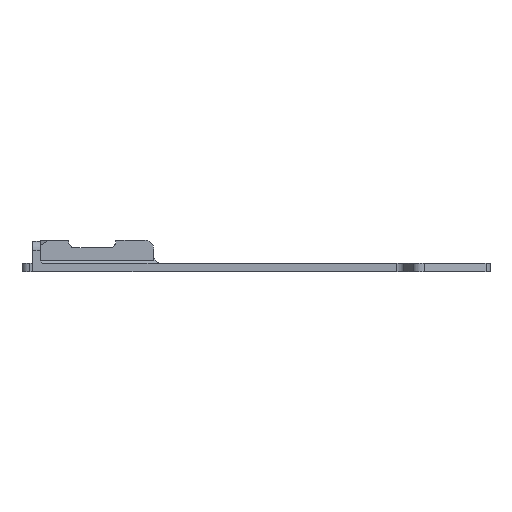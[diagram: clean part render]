
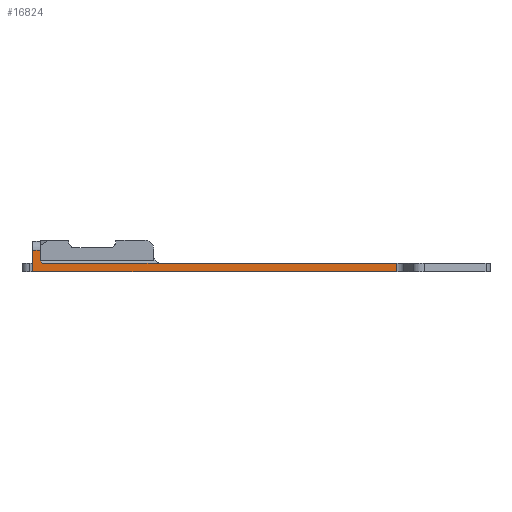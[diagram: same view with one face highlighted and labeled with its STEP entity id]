
A CAD part, left-side view. The second image highlights one B-rep face of the part: STEP entity #16824.
In plain terms, the highlighted planar face has unit normal (-1, 0, 0).
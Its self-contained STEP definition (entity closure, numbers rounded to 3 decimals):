
#1164=PLANE('',#17768);
#1630=FACE_OUTER_BOUND('',#2558,.T.);
#2558=EDGE_LOOP('',(#11512,#11513,#11514,#11515,#11516,#11517,#11518));
#3577=LINE('',#22062,#5268);
#3579=LINE('',#22068,#5270);
#3580=LINE('',#22070,#5271);
#3581=LINE('',#22072,#5272);
#3582=LINE('',#22074,#5273);
#3583=LINE('',#22076,#5274);
#3584=LINE('',#22077,#5275);
#5268=VECTOR('',#18637,10.);
#5270=VECTOR('',#18643,10.);
#5271=VECTOR('',#18644,10.);
#5272=VECTOR('',#18645,10.);
#5273=VECTOR('',#18646,10.);
#5274=VECTOR('',#18647,10.);
#5275=VECTOR('',#18648,10.);
#7175=VERTEX_POINT('',#22059);
#7176=VERTEX_POINT('',#22061);
#7178=VERTEX_POINT('',#22067);
#7179=VERTEX_POINT('',#22069);
#7180=VERTEX_POINT('',#22071);
#7181=VERTEX_POINT('',#22073);
#7182=VERTEX_POINT('',#22075);
#8904=EDGE_CURVE('',#7175,#7176,#3577,.T.);
#8907=EDGE_CURVE('',#7178,#7175,#3579,.T.);
#8908=EDGE_CURVE('',#7179,#7178,#3580,.T.);
#8909=EDGE_CURVE('',#7180,#7179,#3581,.T.);
#8910=EDGE_CURVE('',#7181,#7180,#3582,.T.);
#8911=EDGE_CURVE('',#7182,#7181,#3583,.T.);
#8912=EDGE_CURVE('',#7176,#7182,#3584,.T.);
#11512=ORIENTED_EDGE('',*,*,#8904,.F.);
#11513=ORIENTED_EDGE('',*,*,#8907,.F.);
#11514=ORIENTED_EDGE('',*,*,#8908,.F.);
#11515=ORIENTED_EDGE('',*,*,#8909,.F.);
#11516=ORIENTED_EDGE('',*,*,#8910,.F.);
#11517=ORIENTED_EDGE('',*,*,#8911,.F.);
#11518=ORIENTED_EDGE('',*,*,#8912,.F.);
#16824=ADVANCED_FACE('',(#1630),#1164,.T.);
#17768=AXIS2_PLACEMENT_3D('',#22066,#18641,#18642);
#18637=DIRECTION('',(0.,0.,-1.));
#18641=DIRECTION('center_axis',(-1.,0.,0.));
#18642=DIRECTION('ref_axis',(0.,0.,-1.));
#18643=DIRECTION('',(0.,-1.,0.));
#18644=DIRECTION('',(0.,-0.707,-0.707));
#18645=DIRECTION('',(0.,0.,-1.));
#18646=DIRECTION('',(0.,-1.,0.));
#18647=DIRECTION('',(0.,0.,1.));
#18648=DIRECTION('',(0.,1.,0.));
#22059=CARTESIAN_POINT('',(164.585,-120.656,-0.5));
#22061=CARTESIAN_POINT('',(164.585,-120.656,-2.2));
#22062=CARTESIAN_POINT('',(164.585,-120.656,-0.25));
#22066=CARTESIAN_POINT('Origin',(164.585,-47.655,-0.5));
#22067=CARTESIAN_POINT('',(164.585,-49.655,-0.5));
#22068=CARTESIAN_POINT('',(164.585,-47.655,-0.5));
#22069=CARTESIAN_POINT('',(164.585,-49.155,0.));
#22070=CARTESIAN_POINT('',(164.585,-49.03,0.125));
#22071=CARTESIAN_POINT('',(164.585,-49.155,2.15));
#22072=CARTESIAN_POINT('',(164.585,-49.155,-2.));
#22073=CARTESIAN_POINT('',(164.585,-47.655,2.15));
#22074=CARTESIAN_POINT('',(164.585,-47.655,2.15));
#22075=CARTESIAN_POINT('',(164.585,-47.655,-2.2));
#22076=CARTESIAN_POINT('',(164.585,-47.655,-2.));
#22077=CARTESIAN_POINT('',(164.585,-47.655,-2.2));
